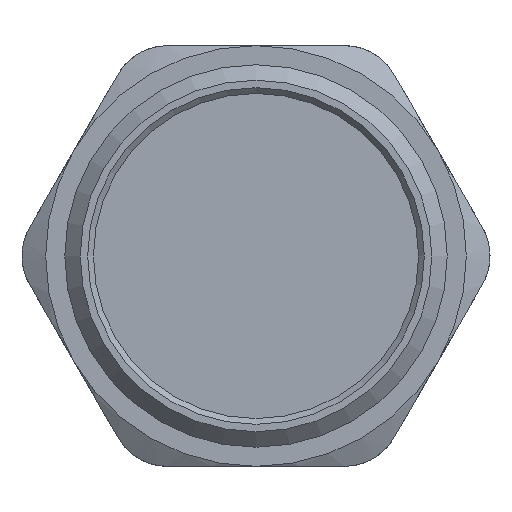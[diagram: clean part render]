
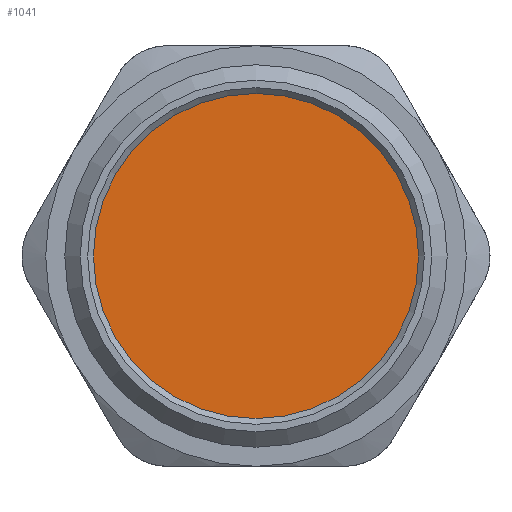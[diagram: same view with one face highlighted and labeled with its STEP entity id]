
A CAD part, front view. The second image highlights one B-rep face of the part: STEP entity #1041.
In plain terms, the highlighted planar face has unit normal (0, -1, 0).
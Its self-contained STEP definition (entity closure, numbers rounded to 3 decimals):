
#114=FACE_OUTER_BOUND('',#177,.T.);
#177=EDGE_LOOP('',(#661));
#367=CIRCLE('',#1134,8.5);
#410=VERTEX_POINT('',#1511);
#509=EDGE_CURVE('',#410,#410,#367,.T.);
#661=ORIENTED_EDGE('',*,*,#509,.F.);
#953=PLANE('',#1133);
#1041=ADVANCED_FACE('',(#114),#953,.F.);
#1133=AXIS2_PLACEMENT_3D('',#1510,#1248,#1249);
#1134=AXIS2_PLACEMENT_3D('',#1512,#1250,#1251);
#1248=DIRECTION('center_axis',(0.,1.,0.));
#1249=DIRECTION('ref_axis',(0.,0.,1.));
#1250=DIRECTION('center_axis',(0.,1.,0.));
#1251=DIRECTION('ref_axis',(1.,0.,0.));
#1510=CARTESIAN_POINT('Origin',(-1.209,-11.767,0.));
#1511=CARTESIAN_POINT('',(-9.709,-11.767,0.));
#1512=CARTESIAN_POINT('Origin',(-1.209,-11.767,0.));
